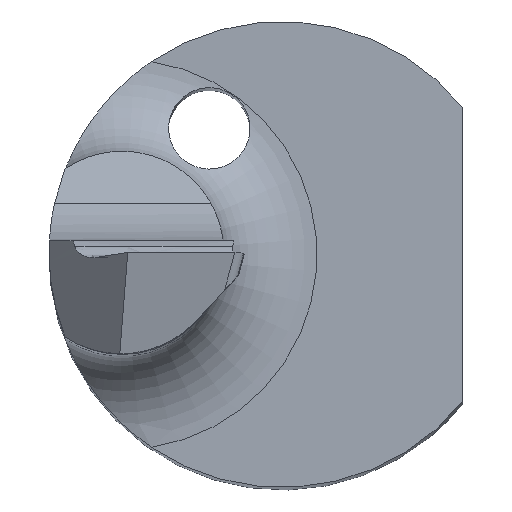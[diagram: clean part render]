
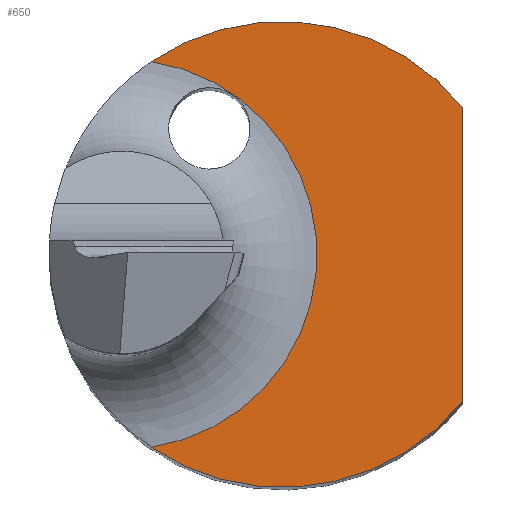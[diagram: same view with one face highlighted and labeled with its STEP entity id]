
A CAD part, top view. The second image highlights one B-rep face of the part: STEP entity #650.
In plain terms, the highlighted planar face has unit normal (0, 0, 1).
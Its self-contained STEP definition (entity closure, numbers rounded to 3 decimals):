
#10 = DIRECTION ( 'NONE',  ( 1., 0., 0. ) ) ;
#40 = AXIS2_PLACEMENT_3D ( 'NONE', #728, #67, #10 ) ;
#67 = DIRECTION ( 'NONE',  ( 0., 0., 1. ) ) ;
#71 = DIRECTION ( 'NONE',  ( 1., 0., 0. ) ) ;
#93 = CIRCLE ( 'NONE', #424, 2. ) ;
#97 = EDGE_CURVE ( 'NONE', #314, #604, #320, .T. ) ;
#179 = DIRECTION ( 'NONE',  ( 0., 0., -1. ) ) ;
#234 = ORIENTED_EDGE ( 'NONE', *, *, #97, .F. ) ;
#254 = EDGE_CURVE ( 'NONE', #863, #385, #671, .T. ) ;
#287 = CARTESIAN_POINT ( 'NONE',  ( -1.122, 1.656, 14. ) ) ;
#292 = CARTESIAN_POINT ( 'NONE',  ( 0., 0., 14. ) ) ;
#295 = AXIS2_PLACEMENT_3D ( 'NONE', #292, #862, #71 ) ;
#314 = VERTEX_POINT ( 'NONE', #454 ) ;
#320 = LINE ( 'NONE', #406, #551 ) ;
#341 = ORIENTED_EDGE ( 'NONE', *, *, #391, .T. ) ;
#349 = DIRECTION ( 'NONE',  ( 0., 0., 1. ) ) ;
#385 = VERTEX_POINT ( 'NONE', #459 ) ;
#391 = EDGE_CURVE ( 'NONE', #385, #604, #531, .T. ) ;
#406 = CARTESIAN_POINT ( 'NONE',  ( 1.55, 0., 14. ) ) ;
#423 = CARTESIAN_POINT ( 'NONE',  ( 1.55, -1.264, 14. ) ) ;
#424 = AXIS2_PLACEMENT_3D ( 'NONE', #499, #349, #665 ) ;
#454 = CARTESIAN_POINT ( 'NONE',  ( 1.55, 1.264, 14. ) ) ;
#459 = CARTESIAN_POINT ( 'NONE',  ( -1.122, -1.656, 14. ) ) ;
#477 = ORIENTED_EDGE ( 'NONE', *, *, #556, .T. ) ;
#494 = DIRECTION ( 'NONE',  ( 1., 0., 0. ) ) ;
#499 = CARTESIAN_POINT ( 'NONE',  ( 0., 0., 14. ) ) ;
#531 = CIRCLE ( 'NONE', #295, 2. ) ;
#551 = VECTOR ( 'NONE', #1028, 1000. ) ;
#556 = EDGE_CURVE ( 'NONE', #314, #863, #93, .T. ) ;
#604 = VERTEX_POINT ( 'NONE', #423 ) ;
#624 = EDGE_LOOP ( 'NONE', ( #477, #632, #341, #234 ) ) ;
#632 = ORIENTED_EDGE ( 'NONE', *, *, #254, .T. ) ;
#650 = ADVANCED_FACE ( 'NONE', ( #858 ), #774, .T. ) ;
#665 = DIRECTION ( 'NONE',  ( 1., 0., 0. ) ) ;
#671 = CIRCLE ( 'NONE', #882, 1.675 ) ;
#728 = CARTESIAN_POINT ( 'NONE',  ( 0., 0., 14. ) ) ;
#774 = PLANE ( 'NONE',  #40 ) ;
#858 = FACE_OUTER_BOUND ( 'NONE', #624, .T. ) ;
#862 = DIRECTION ( 'NONE',  ( 0., 0., 1. ) ) ;
#863 = VERTEX_POINT ( 'NONE', #287 ) ;
#882 = AXIS2_PLACEMENT_3D ( 'NONE', #885, #179, #494 ) ;
#885 = CARTESIAN_POINT ( 'NONE',  ( -1.375, 0., 14. ) ) ;
#1028 = DIRECTION ( 'NONE',  ( 0., -1., 0. ) ) ;
